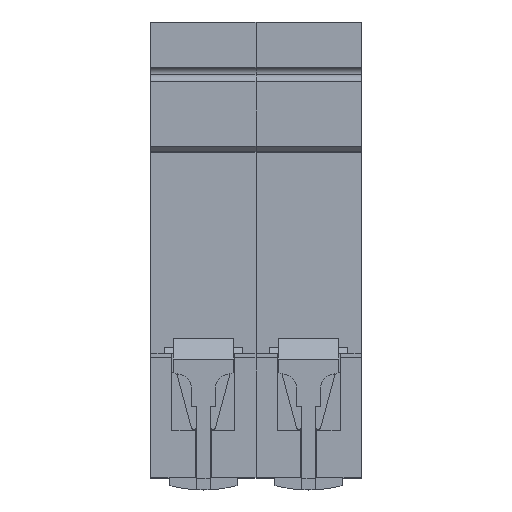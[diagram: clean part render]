
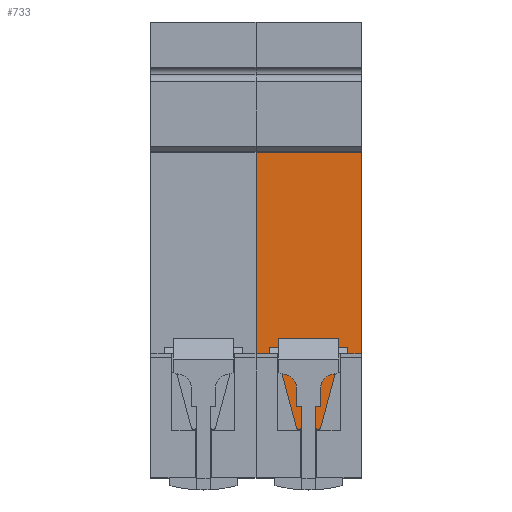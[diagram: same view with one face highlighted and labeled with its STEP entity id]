
A CAD part, top view. The second image highlights one B-rep face of the part: STEP entity #733.
In plain terms, the highlighted planar face has unit normal (0, 0, 1).
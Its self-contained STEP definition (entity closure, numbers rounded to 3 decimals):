
#314 = EDGE_CURVE ( 'NONE', #2543, #2591, #2910, .T. ) ;
#391 = ORIENTED_EDGE ( 'NONE', *, *, #2322, .T. ) ;
#652 = CARTESIAN_POINT ( 'NONE',  ( -9., -17.75, 27.804 ) ) ;
#678 = DIRECTION ( 'NONE',  ( 1., 0., 0. ) ) ;
#717 = LINE ( 'NONE', #3515, #2236 ) ;
#733 = ADVANCED_FACE ( 'NONE', ( #1973 ), #1291, .T. ) ;
#857 = LINE ( 'NONE', #3402, #6684 ) ;
#1152 = CARTESIAN_POINT ( 'NONE',  ( -9., 17.75, 27.804 ) ) ;
#1210 = DIRECTION ( 'NONE',  ( 0., 1., 0. ) ) ;
#1291 = PLANE ( 'NONE',  #5675 ) ;
#1317 = DIRECTION ( 'NONE',  ( 0., 0., 1. ) ) ;
#1551 = CARTESIAN_POINT ( 'NONE',  ( -9., -17.75, 27.804 ) ) ;
#1560 = ORIENTED_EDGE ( 'NONE', *, *, #5672, .F. ) ;
#1621 = CARTESIAN_POINT ( 'NONE',  ( 9., 17.75, 27.804 ) ) ;
#1638 = VECTOR ( 'NONE', #4653, 1000. ) ;
#1700 = CARTESIAN_POINT ( 'NONE',  ( 6.899, -39., 27.804 ) ) ;
#1973 = FACE_OUTER_BOUND ( 'NONE', #5401, .T. ) ;
#2236 = VECTOR ( 'NONE', #2377, 1000. ) ;
#2322 = EDGE_CURVE ( 'NONE', #5936, #2543, #4614, .T. ) ;
#2377 = DIRECTION ( 'NONE',  ( 1., 0., 0. ) ) ;
#2510 = ORIENTED_EDGE ( 'NONE', *, *, #2880, .F. ) ;
#2543 = VERTEX_POINT ( 'NONE', #6492 ) ;
#2591 = VERTEX_POINT ( 'NONE', #3345 ) ;
#2831 = EDGE_CURVE ( 'NONE', #4807, #3895, #717, .T. ) ;
#2869 = EDGE_CURVE ( 'NONE', #6955, #4807, #3577, .T. ) ;
#2880 = EDGE_CURVE ( 'NONE', #3614, #3895, #6082, .T. ) ;
#2902 = EDGE_CURVE ( 'NONE', #5936, #3614, #6238, .T. ) ;
#2910 = LINE ( 'NONE', #652, #5623 ) ;
#2952 = EDGE_CURVE ( 'NONE', #6085, #2591, #3409, .T. ) ;
#2997 = CARTESIAN_POINT ( 'NONE',  ( 9., -17.75, 27.804 ) ) ;
#3041 = CARTESIAN_POINT ( 'NONE',  ( -6.899, -39., 27.804 ) ) ;
#3345 = CARTESIAN_POINT ( 'NONE',  ( -6.899, -17.75, 27.804 ) ) ;
#3381 = ORIENTED_EDGE ( 'NONE', *, *, #2902, .F. ) ;
#3402 = CARTESIAN_POINT ( 'NONE',  ( -1.4, -39., 27.804 ) ) ;
#3409 = LINE ( 'NONE', #3041, #4339 ) ;
#3515 = CARTESIAN_POINT ( 'NONE',  ( -9., -17.75, 27.804 ) ) ;
#3539 = CARTESIAN_POINT ( 'NONE',  ( 6.899, -39., 27.804 ) ) ;
#3570 = CARTESIAN_POINT ( 'NONE',  ( 6.899, -17.75, 27.804 ) ) ;
#3577 = LINE ( 'NONE', #3539, #4851 ) ;
#3614 = VERTEX_POINT ( 'NONE', #1621 ) ;
#3895 = VERTEX_POINT ( 'NONE', #6825 ) ;
#3906 = ORIENTED_EDGE ( 'NONE', *, *, #2952, .F. ) ;
#4339 = VECTOR ( 'NONE', #1210, 1000. ) ;
#4430 = DIRECTION ( 'NONE',  ( 0., -1., 0. ) ) ;
#4443 = VECTOR ( 'NONE', #4430, 1000. ) ;
#4571 = ORIENTED_EDGE ( 'NONE', *, *, #2831, .T. ) ;
#4595 = CARTESIAN_POINT ( 'NONE',  ( -9., 17.75, 27.804 ) ) ;
#4614 = LINE ( 'NONE', #1551, #4443 ) ;
#4653 = DIRECTION ( 'NONE',  ( 1., 0., 0. ) ) ;
#4682 = VECTOR ( 'NONE', #5164, 1000. ) ;
#4807 = VERTEX_POINT ( 'NONE', #3570 ) ;
#4851 = VECTOR ( 'NONE', #5141, 1000. ) ;
#5141 = DIRECTION ( 'NONE',  ( 0., 1., 0. ) ) ;
#5164 = DIRECTION ( 'NONE',  ( 0., -1., 0. ) ) ;
#5313 = DIRECTION ( 'NONE',  ( 1., 0., 0. ) ) ;
#5401 = EDGE_LOOP ( 'NONE', ( #6900, #4571, #2510, #3381, #391, #5407, #3906, #1560 ) ) ;
#5407 = ORIENTED_EDGE ( 'NONE', *, *, #314, .T. ) ;
#5623 = VECTOR ( 'NONE', #678, 1000. ) ;
#5672 = EDGE_CURVE ( 'NONE', #6955, #6085, #857, .T. ) ;
#5675 = AXIS2_PLACEMENT_3D ( 'NONE', #6873, #1317, #5313 ) ;
#5936 = VERTEX_POINT ( 'NONE', #4595 ) ;
#6082 = LINE ( 'NONE', #2997, #4682 ) ;
#6085 = VERTEX_POINT ( 'NONE', #7305 ) ;
#6238 = LINE ( 'NONE', #1152, #1638 ) ;
#6492 = CARTESIAN_POINT ( 'NONE',  ( -9., -17.75, 27.804 ) ) ;
#6684 = VECTOR ( 'NONE', #7118, 1000. ) ;
#6825 = CARTESIAN_POINT ( 'NONE',  ( 9., -17.75, 27.804 ) ) ;
#6873 = CARTESIAN_POINT ( 'NONE',  ( -9., -17.75, 27.804 ) ) ;
#6900 = ORIENTED_EDGE ( 'NONE', *, *, #2869, .T. ) ;
#6955 = VERTEX_POINT ( 'NONE', #1700 ) ;
#7118 = DIRECTION ( 'NONE',  ( -1., 0., 0. ) ) ;
#7305 = CARTESIAN_POINT ( 'NONE',  ( -6.899, -39., 27.804 ) ) ;
